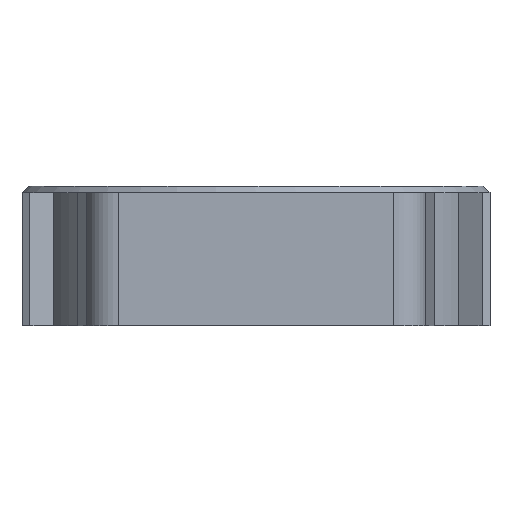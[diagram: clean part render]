
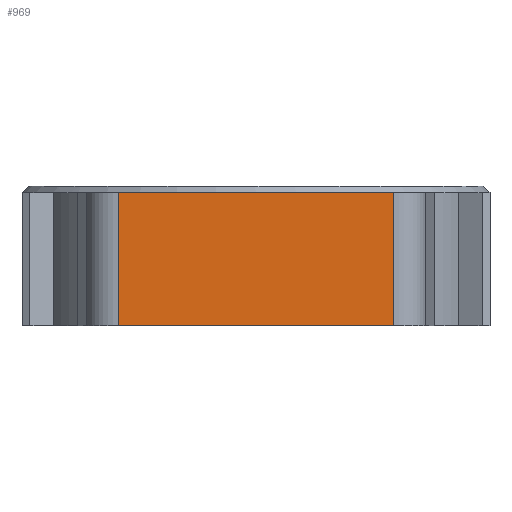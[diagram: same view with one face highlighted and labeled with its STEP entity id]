
A CAD part, left-side view. The second image highlights one B-rep face of the part: STEP entity #969.
In plain terms, the highlighted planar face has unit normal (-1, 0, 0).
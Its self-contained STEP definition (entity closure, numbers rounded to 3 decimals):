
#152=FACE_OUTER_BOUND('',#223,.T.);
#223=EDGE_LOOP('',(#800,#801,#802,#803));
#260=LINE('',#1482,#337);
#308=LINE('',#1654,#385);
#310=LINE('',#1660,#387);
#311=LINE('',#1661,#388);
#337=VECTOR('',#1157,10.);
#385=VECTOR('',#1347,10.);
#387=VECTOR('',#1353,10.);
#388=VECTOR('',#1354,10.);
#414=VERTEX_POINT('',#1479);
#415=VERTEX_POINT('',#1481);
#468=VERTEX_POINT('',#1653);
#470=VERTEX_POINT('',#1659);
#502=EDGE_CURVE('',#414,#415,#260,.T.);
#585=EDGE_CURVE('',#415,#468,#308,.T.);
#588=EDGE_CURVE('',#414,#470,#310,.T.);
#589=EDGE_CURVE('',#470,#468,#311,.T.);
#800=ORIENTED_EDGE('',*,*,#502,.F.);
#801=ORIENTED_EDGE('',*,*,#588,.T.);
#802=ORIENTED_EDGE('',*,*,#589,.T.);
#803=ORIENTED_EDGE('',*,*,#585,.F.);
#920=PLANE('',#1092);
#969=ADVANCED_FACE('',(#152),#920,.T.);
#1092=AXIS2_PLACEMENT_3D('',#1658,#1351,#1352);
#1157=DIRECTION('',(0.,1.,0.));
#1347=DIRECTION('',(0.,0.,1.));
#1351=DIRECTION('center_axis',(-1.,0.,0.));
#1352=DIRECTION('ref_axis',(0.,-1.,0.));
#1353=DIRECTION('',(0.,0.,1.));
#1354=DIRECTION('',(0.,1.,0.));
#1479=CARTESIAN_POINT('',(-52.,-30.,0.));
#1481=CARTESIAN_POINT('',(-52.,30.,0.));
#1482=CARTESIAN_POINT('',(-52.,-30.,0.));
#1653=CARTESIAN_POINT('',(-52.,30.,29.));
#1654=CARTESIAN_POINT('',(-52.,30.,0.));
#1658=CARTESIAN_POINT('Origin',(-52.,30.,0.));
#1659=CARTESIAN_POINT('',(-52.,-30.,29.));
#1660=CARTESIAN_POINT('',(-52.,-30.,0.));
#1661=CARTESIAN_POINT('',(-52.,15.,29.));
